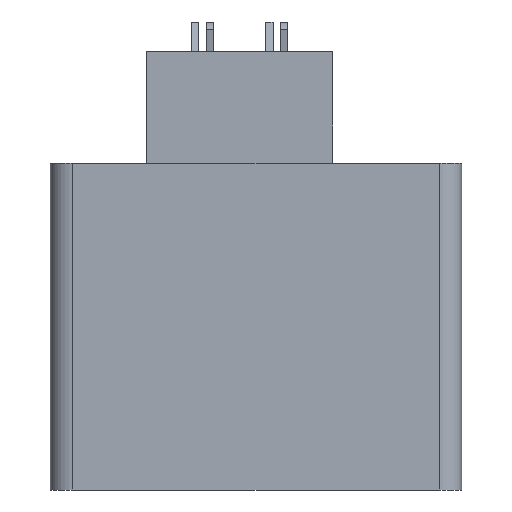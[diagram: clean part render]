
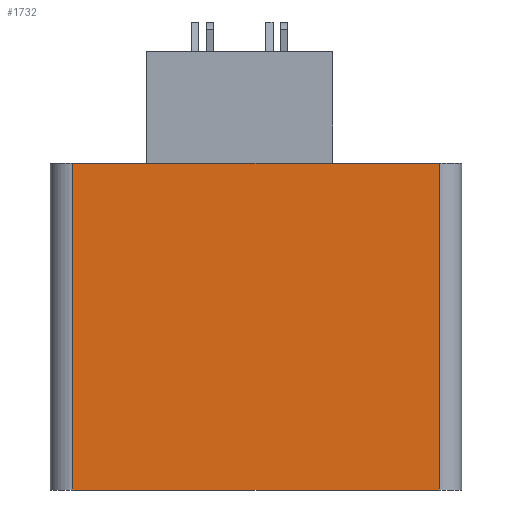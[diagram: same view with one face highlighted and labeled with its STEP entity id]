
A CAD part, front view. The second image highlights one B-rep face of the part: STEP entity #1732.
In plain terms, the highlighted planar face has unit normal (0, -1, 0).
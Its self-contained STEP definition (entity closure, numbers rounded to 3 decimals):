
#73=DIRECTION('',(1.,0.,0.));
#74=VECTOR('',#73,24.7);
#75=CARTESIAN_POINT('',(1.5,0.,0.));
#76=LINE('',#75,#74);
#238=DIRECTION('',(0.,0.,-1.));
#239=VECTOR('',#238,22.);
#240=CARTESIAN_POINT('',(26.2,0.,22.));
#241=LINE('',#240,#239);
#245=DIRECTION('',(0.,0.,-1.));
#246=VECTOR('',#245,22.);
#247=CARTESIAN_POINT('',(1.5,0.,22.));
#248=LINE('',#247,#246);
#388=DIRECTION('',(1.,0.,0.));
#389=VECTOR('',#388,24.7);
#390=CARTESIAN_POINT('',(1.5,0.,22.));
#391=LINE('',#390,#389);
#1367=CARTESIAN_POINT('',(26.2,0.,0.));
#1369=VERTEX_POINT('',#1367);
#1370=CARTESIAN_POINT('',(26.2,0.,22.));
#1371=VERTEX_POINT('',#1370);
#1374=CARTESIAN_POINT('',(1.5,0.,0.));
#1376=VERTEX_POINT('',#1374);
#1380=CARTESIAN_POINT('',(1.5,0.,22.));
#1381=VERTEX_POINT('',#1380);
#1719=CARTESIAN_POINT('',(0.,0.,0.));
#1720=DIRECTION('',(0.,-1.,0.));
#1721=DIRECTION('',(1.,0.,0.));
#1722=AXIS2_PLACEMENT_3D('',#1719,#1720,#1721);
#1723=PLANE('',#1722);
#1724=ORIENTED_EDGE('',*,*,#1711,.T.);
#1725=ORIENTED_EDGE('',*,*,#1601,.F.);
#1727=ORIENTED_EDGE('',*,*,#1726,.F.);
#1729=ORIENTED_EDGE('',*,*,#1728,.T.);
#1730=EDGE_LOOP('',(#1724,#1725,#1727,#1729));
#1731=FACE_OUTER_BOUND('',#1730,.F.);
#1732=ADVANCED_FACE('',(#1731),#1723,.T.);
#1601=EDGE_CURVE('',#1376,#1369,#76,.T.);
#1711=EDGE_CURVE('',#1371,#1369,#241,.T.);
#1726=EDGE_CURVE('',#1381,#1376,#248,.T.);
#1728=EDGE_CURVE('',#1381,#1371,#391,.T.);
